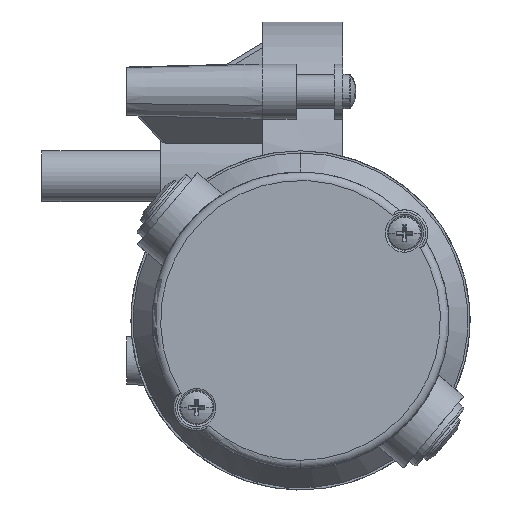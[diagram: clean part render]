
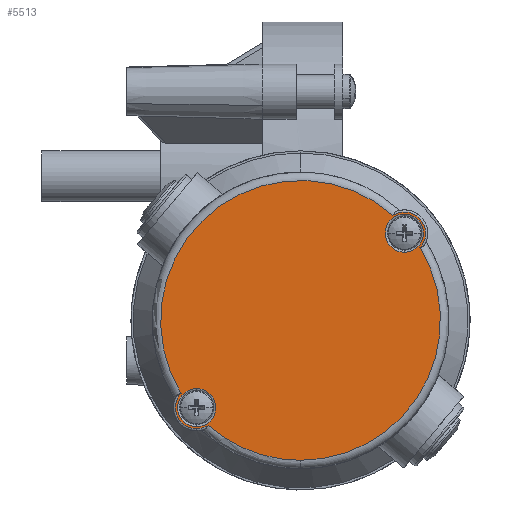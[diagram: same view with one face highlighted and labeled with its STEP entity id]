
A CAD part, front view. The second image highlights one B-rep face of the part: STEP entity #5513.
In plain terms, the highlighted planar face has unit normal (0, -1, 0).
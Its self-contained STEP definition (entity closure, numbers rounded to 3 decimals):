
#164 = CIRCLE ( 'NONE', #3933, 33. ) ;
#184 = CARTESIAN_POINT ( 'NONE',  ( 0., -120., 0. ) ) ;
#532 = CARTESIAN_POINT ( 'NONE',  ( 28.181, -120., 17.171 ) ) ;
#674 = EDGE_LOOP ( 'NONE', ( #5052, #5486 ) ) ;
#859 = CARTESIAN_POINT ( 'NONE',  ( -24.513, -120., -16.069 ) ) ;
#903 = CIRCLE ( 'NONE', #2831, 4.5 ) ;
#919 = CARTESIAN_POINT ( 'NONE',  ( -24.513, -120., -20.569 ) ) ;
#945 = DIRECTION ( 'NONE',  ( 0., 1., 0. ) ) ;
#1062 = DIRECTION ( 'NONE',  ( 0., 0., -1. ) ) ;
#1171 = EDGE_LOOP ( 'NONE', ( #3885, #4102, #4322, #4421, #4722, #4825 ) ) ;
#1209 = AXIS2_PLACEMENT_3D ( 'NONE', #5361, #5316, #5300 ) ;
#1262 = EDGE_CURVE ( 'NONE', #6442, #6805, #903, .T. ) ;
#1298 = DIRECTION ( 'NONE',  ( 0., 0., -1. ) ) ;
#1326 = DIRECTION ( 'NONE',  ( 0., 1., 0. ) ) ;
#1358 = CARTESIAN_POINT ( 'NONE',  ( 24.513, -120., 20.569 ) ) ;
#1392 = DIRECTION ( 'NONE',  ( 0., 0., -1. ) ) ;
#1410 = DIRECTION ( 'NONE',  ( 0., -1., 0. ) ) ;
#1463 = CARTESIAN_POINT ( 'NONE',  ( -24.513, -120., -20.569 ) ) ;
#1583 = AXIS2_PLACEMENT_3D ( 'NONE', #184, #6485, #6955 ) ;
#1584 = CARTESIAN_POINT ( 'NONE',  ( 24.513, -120., 16.069 ) ) ;
#1622 = EDGE_LOOP ( 'NONE', ( #3684, #3784 ) ) ;
#1819 = VERTEX_POINT ( 'NONE', #1584 ) ;
#1879 = CIRCLE ( 'NONE', #8413, 5. ) ;
#1917 = CARTESIAN_POINT ( 'NONE',  ( 0., -120., -33. ) ) ;
#1984 = EDGE_CURVE ( 'NONE', #6651, #9210, #6925, .T. ) ;
#2081 = CIRCLE ( 'NONE', #9032, 4.5 ) ;
#2389 = CIRCLE ( 'NONE', #2875, 33. ) ;
#2391 = EDGE_CURVE ( 'NONE', #6805, #6442, #4705, .T. ) ;
#2518 = CARTESIAN_POINT ( 'NONE',  ( -28.181, -120., -17.171 ) ) ;
#2739 = DIRECTION ( 'NONE',  ( 0., 0., -1. ) ) ;
#2751 = DIRECTION ( 'NONE',  ( 0., -1., 0. ) ) ;
#2762 = CARTESIAN_POINT ( 'NONE',  ( 0., -120., 0. ) ) ;
#2831 = AXIS2_PLACEMENT_3D ( 'NONE', #919, #945, #1062 ) ;
#2875 = AXIS2_PLACEMENT_3D ( 'NONE', #2762, #2751, #2739 ) ;
#2902 = EDGE_CURVE ( 'NONE', #8072, #1819, #2081, .T. ) ;
#2971 = EDGE_CURVE ( 'NONE', #9210, #4744, #1879, .T. ) ;
#3009 = DIRECTION ( 'NONE',  ( 0., 0., -1. ) ) ;
#3026 = DIRECTION ( 'NONE',  ( 0., -1., 0. ) ) ;
#3038 = CARTESIAN_POINT ( 'NONE',  ( 0., -120., 0. ) ) ;
#3195 = DIRECTION ( 'NONE',  ( 0., 0., -1. ) ) ;
#3216 = CARTESIAN_POINT ( 'NONE',  ( -24.513, -120., -20.569 ) ) ;
#3304 = EDGE_CURVE ( 'NONE', #4744, #7729, #164, .T. ) ;
#3390 = DIRECTION ( 'NONE',  ( 0., 1., 0. ) ) ;
#3477 = CARTESIAN_POINT ( 'NONE',  ( 21.803, -120., 24.771 ) ) ;
#3684 = ORIENTED_EDGE ( 'NONE', *, *, #2391, .T. ) ;
#3784 = ORIENTED_EDGE ( 'NONE', *, *, #1262, .T. ) ;
#3885 = ORIENTED_EDGE ( 'NONE', *, *, #2971, .T. ) ;
#3933 = AXIS2_PLACEMENT_3D ( 'NONE', #3038, #3026, #3009 ) ;
#4102 = ORIENTED_EDGE ( 'NONE', *, *, #3304, .T. ) ;
#4142 = EDGE_CURVE ( 'NONE', #6546, #5565, #4495, .T. ) ;
#4206 = DIRECTION ( 'NONE',  ( 0., 0., -1. ) ) ;
#4221 = DIRECTION ( 'NONE',  ( 0., -1., 0. ) ) ;
#4237 = CARTESIAN_POINT ( 'NONE',  ( -24.513, -120., -20.569 ) ) ;
#4322 = ORIENTED_EDGE ( 'NONE', *, *, #8561, .T. ) ;
#4421 = ORIENTED_EDGE ( 'NONE', *, *, #4142, .T. ) ;
#4495 = CIRCLE ( 'NONE', #9025, 5. ) ;
#4593 = CARTESIAN_POINT ( 'NONE',  ( -21.803, -120., -24.771 ) ) ;
#4601 = CIRCLE ( 'NONE', #6344, 5. ) ;
#4705 = CIRCLE ( 'NONE', #5321, 4.5 ) ;
#4722 = ORIENTED_EDGE ( 'NONE', *, *, #7197, .T. ) ;
#4744 = VERTEX_POINT ( 'NONE', #3477 ) ;
#4825 = ORIENTED_EDGE ( 'NONE', *, *, #1984, .T. ) ;
#4849 = CIRCLE ( 'NONE', #5684, 4.5 ) ;
#4928 = EDGE_CURVE ( 'NONE', #1819, #8072, #4849, .T. ) ;
#5052 = ORIENTED_EDGE ( 'NONE', *, *, #4928, .T. ) ;
#5300 = DIRECTION ( 'NONE',  ( 0., 0., -1. ) ) ;
#5316 = DIRECTION ( 'NONE',  ( 0., -1., 0. ) ) ;
#5321 = AXIS2_PLACEMENT_3D ( 'NONE', #3216, #3390, #3195 ) ;
#5361 = CARTESIAN_POINT ( 'NONE',  ( 0., -120., 0. ) ) ;
#5457 = CARTESIAN_POINT ( 'NONE',  ( -24.513, -120., -25.069 ) ) ;
#5486 = ORIENTED_EDGE ( 'NONE', *, *, #2902, .T. ) ;
#5513 = ADVANCED_FACE ( 'NONE', ( #8969, #8961, #8839 ), #5582, .T. ) ;
#5565 = VERTEX_POINT ( 'NONE', #4593 ) ;
#5582 = PLANE ( 'NONE',  #1209 ) ;
#5684 = AXIS2_PLACEMENT_3D ( 'NONE', #1358, #1326, #1298 ) ;
#6016 = DIRECTION ( 'NONE',  ( 0., 0., -1. ) ) ;
#6031 = DIRECTION ( 'NONE',  ( 0., -1., 0. ) ) ;
#6124 = CARTESIAN_POINT ( 'NONE',  ( 24.513, -120., 20.569 ) ) ;
#6344 = AXIS2_PLACEMENT_3D ( 'NONE', #4237, #4221, #4206 ) ;
#6442 = VERTEX_POINT ( 'NONE', #859 ) ;
#6485 = DIRECTION ( 'NONE',  ( 0., -1., 0. ) ) ;
#6546 = VERTEX_POINT ( 'NONE', #8734 ) ;
#6651 = VERTEX_POINT ( 'NONE', #1917 ) ;
#6774 = DIRECTION ( 'NONE',  ( 0., 0., -1. ) ) ;
#6794 = DIRECTION ( 'NONE',  ( 0., 1., 0. ) ) ;
#6805 = VERTEX_POINT ( 'NONE', #5457 ) ;
#6819 = CARTESIAN_POINT ( 'NONE',  ( 24.513, -120., 20.569 ) ) ;
#6925 = CIRCLE ( 'NONE', #1583, 33. ) ;
#6955 = DIRECTION ( 'NONE',  ( 0., 0., -1. ) ) ;
#7197 = EDGE_CURVE ( 'NONE', #5565, #6651, #2389, .T. ) ;
#7729 = VERTEX_POINT ( 'NONE', #2518 ) ;
#7920 = CARTESIAN_POINT ( 'NONE',  ( 24.513, -120., 25.069 ) ) ;
#8072 = VERTEX_POINT ( 'NONE', #7920 ) ;
#8413 = AXIS2_PLACEMENT_3D ( 'NONE', #6124, #6031, #6016 ) ;
#8561 = EDGE_CURVE ( 'NONE', #7729, #6546, #4601, .T. ) ;
#8734 = CARTESIAN_POINT ( 'NONE',  ( -24.513, -120., -25.569 ) ) ;
#8839 = FACE_BOUND ( 'NONE', #674, .T. ) ;
#8961 = FACE_OUTER_BOUND ( 'NONE', #1171, .T. ) ;
#8969 = FACE_BOUND ( 'NONE', #1622, .T. ) ;
#9025 = AXIS2_PLACEMENT_3D ( 'NONE', #1463, #1410, #1392 ) ;
#9032 = AXIS2_PLACEMENT_3D ( 'NONE', #6819, #6794, #6774 ) ;
#9210 = VERTEX_POINT ( 'NONE', #532 ) ;
